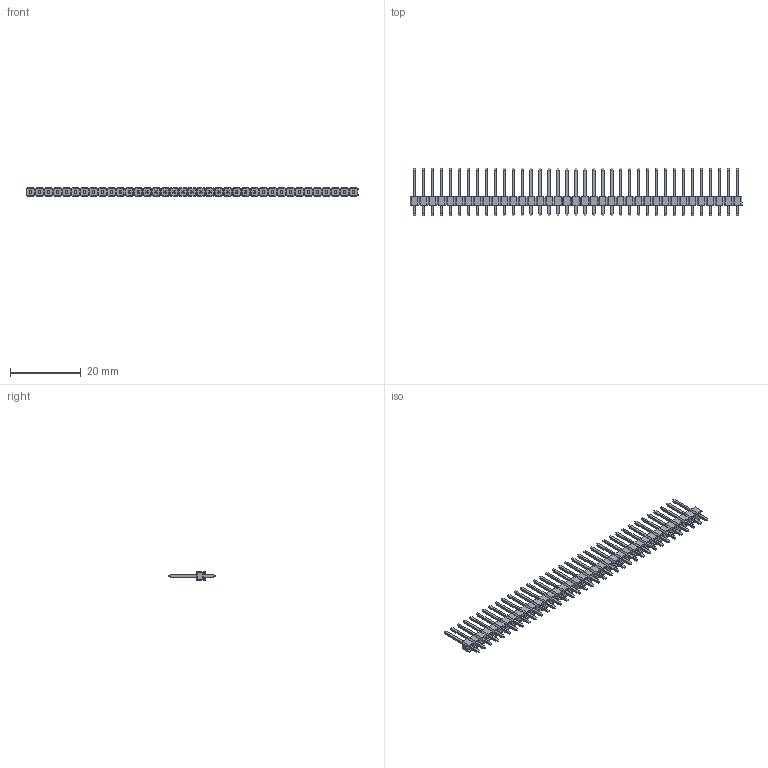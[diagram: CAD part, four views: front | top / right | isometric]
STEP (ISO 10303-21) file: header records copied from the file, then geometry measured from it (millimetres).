
FILE_DESCRIPTION (( 'STEP AP214' ), '1' );
FILE_NAME ('1x37 Male Pin Header.STEP', '2021-11-12T15:25:35', ( 'M.B.I.' ), ( '' ), 'SwSTEP 2.0', '', '' );
FILE_SCHEMA (( 'AUTOMOTIVE_DESIGN' ));
Length unit declared in the file: millimetre
Products named in the file (1): 1x37 Male Pin Header
Bounding box: 93.98 x 13.54 x 2.5 mm (x, y, z)
Volume: 645.3 mm3; surface area: 2556.5 mm2
Topology: 38 solids, 38 shells, 1414 faces, 3640 edges, 2302 vertices
Faces by surface type: plane 1414
Entity records: 42067 total; most frequent: CARTESIAN_POINT 7357, ORIENTED_EDGE 7280, DIRECTION 6470, LINE 3640, VECTOR 3640, EDGE_CURVE 3640, VERTEX_POINT 2302, EDGE_LOOP 1488
